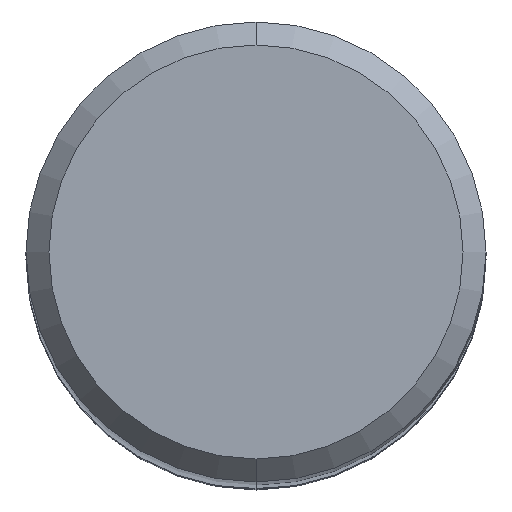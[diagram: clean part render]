
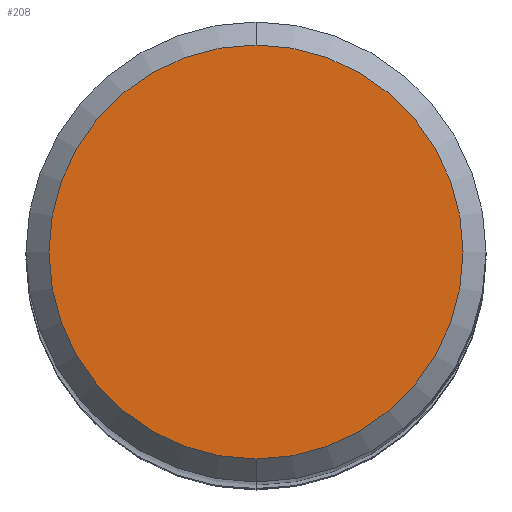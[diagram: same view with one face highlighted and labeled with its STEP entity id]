
A CAD part, top view. The second image highlights one B-rep face of the part: STEP entity #208.
In plain terms, the highlighted planar face has unit normal (0, 0, 1).
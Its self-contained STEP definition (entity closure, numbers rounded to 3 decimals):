
#144=VERTEX_POINT('',#335);
#208=ADVANCED_FACE('',(#411),#412,.T.);
#210=VERTEX_POINT('',#414);
#234=EDGE_CURVE('',#144,#210,#443,.T.);
#250=EDGE_CURVE('',#210,#144,#459,.T.);
#335=CARTESIAN_POINT('',(0.0,5.4,0.0));
#411=FACE_OUTER_BOUND('',#641,.T.);
#412=PLANE('',#642);
#414=CARTESIAN_POINT('',(0.,-5.4,0.0));
#443=CIRCLE('',#677,5.4);
#459=CIRCLE('',#701,5.4);
#641=EDGE_LOOP('',(#901,#902));
#642=AXIS2_PLACEMENT_3D('',#903,#904,#905);
#677=AXIS2_PLACEMENT_3D('',#945,#946,#947);
#701=AXIS2_PLACEMENT_3D('',#959,#960,#961);
#901=ORIENTED_EDGE('',*,*,#234,.F.);
#902=ORIENTED_EDGE('',*,*,#250,.F.);
#903=CARTESIAN_POINT('',(0.0,2.7,0.0));
#904=DIRECTION('',(-0.0,0.0,1.0));
#905=DIRECTION('',(0.0,-1.0,0.0));
#945=CARTESIAN_POINT('',(0.0,0.0,0.0));
#946=DIRECTION('',(0.0,0.0,-1.0));
#947=DIRECTION('',(0.0,1.0,0.0));
#959=CARTESIAN_POINT('',(0.0,0.0,0.0));
#960=DIRECTION('',(0.0,0.0,-1.0));
#961=DIRECTION('',(0.0,1.0,0.0));
